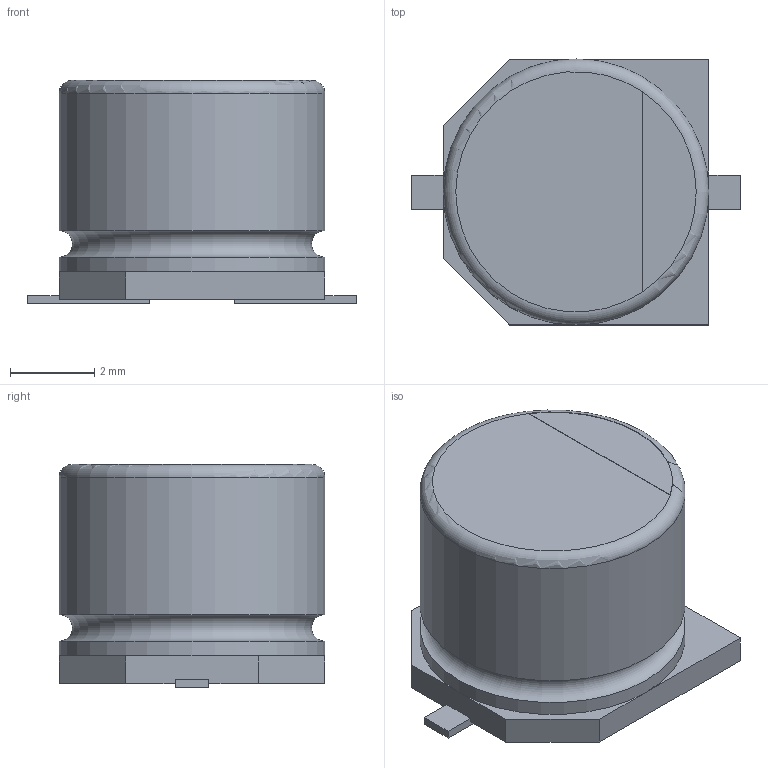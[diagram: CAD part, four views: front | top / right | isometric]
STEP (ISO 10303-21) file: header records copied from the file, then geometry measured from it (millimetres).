
FILE_DESCRIPTION(/* description */ (''),/* implementation_level */ '2;1');
FILE_NAME(/* name */ 'ecap_1570639681016.stp',/* time_stamp */ '2019-10-09T16:48:06+00:00',/* author */ (''),/* organization */ (''),/* preprocessor_version */ 'ST-DEVELOPER v18',/* originating_system */ 'ASM',/* authorisation */ '');
FILE_SCHEMA (('AUTOMOTIVE_DESIGN { 1 0 10303 214 3 1 1 }'));
Length unit declared in the file: millimetre
Products named in the file (1): ecap_1570639681016
Bounding box: 7.8 x 6.3 x 5.31 mm (x, y, z)
Volume: 163.4 mm3; surface area: 187.3 mm2
Topology: 1 solids, 1 shells, 31 faces, 78 edges, 49 vertices
Faces by surface type: plane 26, cylinder 3, torus 2
Full cylindrical faces by diameter (mm): 6.3 x2
Entity records: 976 total; most frequent: CARTESIAN_POINT 159, ORIENTED_EDGE 156, DIRECTION 156, EDGE_CURVE 78, LINE 64, VECTOR 64, VERTEX_POINT 49, AXIS2_PLACEMENT_3D 46
